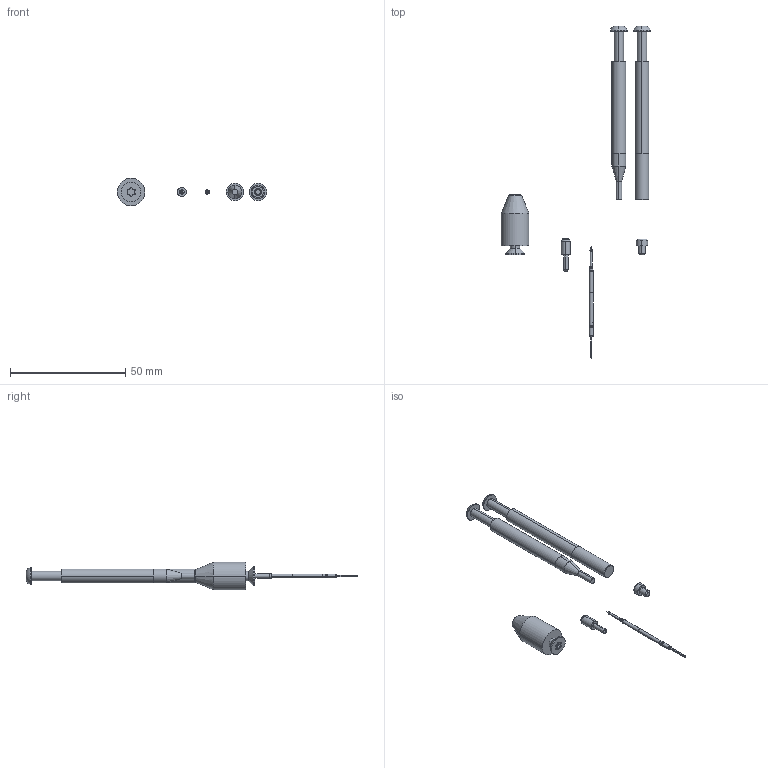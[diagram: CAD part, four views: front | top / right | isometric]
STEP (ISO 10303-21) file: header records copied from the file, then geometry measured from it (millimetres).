
FILE_DESCRIPTION (( 'STEP AP214' ), '1' );
FILE_NAME ('34732~0.STEP', '2020-03-23T11:41:22', ( '' ), ( '' ), 'SwSTEP 2.0', 'SolidWorks 2018', '' );
FILE_SCHEMA (( 'AUTOMOTIVE_DESIGN' ));
Length unit declared in the file: millimetre
Products named in the file (13): FSVA7~-f-s-v-a_FS-4,00; DIN7991~n_M04,0x012; 13781~1; KS-100-Master~-k-s_KS-100 47 05; ISO7380~n_M04,0x020; 21615~0; 17340~1; 3161~5; 18870~0; 18871~2; GKS-100-0158~-g-k-s_S; 18742~2; 34732~0
Assembly tree (14 placements, depth 3):
  34732~0
    18870~0
      18871~2
      18742~2
      ISO7380~n_M04,0x020
    21615~0
      17340~1
      18871~2
      ISO7380~n_M04,0x020
    13781~1
    DIN7991~n_M04,0x012
    3161~5
    FSVA7~-f-s-v-a_FS-4,00
    KS-100-Master~-k-s_KS-100 47 05
    GKS-100-0158~-g-k-s_S
Bounding box: 64.8 x 143.9 x 12 mm (x, y, z)
Volume: 5968.3 mm3; surface area: 5399.7 mm2
Topology: 15 solids, 15 shells, 254 faces, 548 edges, 336 vertices
Faces by surface type: cylinder 129, plane 57, cone 44, torus 24
Entity records: 6619 total; most frequent: DIRECTION 1155, CARTESIAN_POINT 1091, ORIENTED_EDGE 894, AXIS2_PLACEMENT_3D 503, EDGE_CURVE 447, VERTEX_POINT 275, CIRCLE 272, EDGE_LOOP 226
